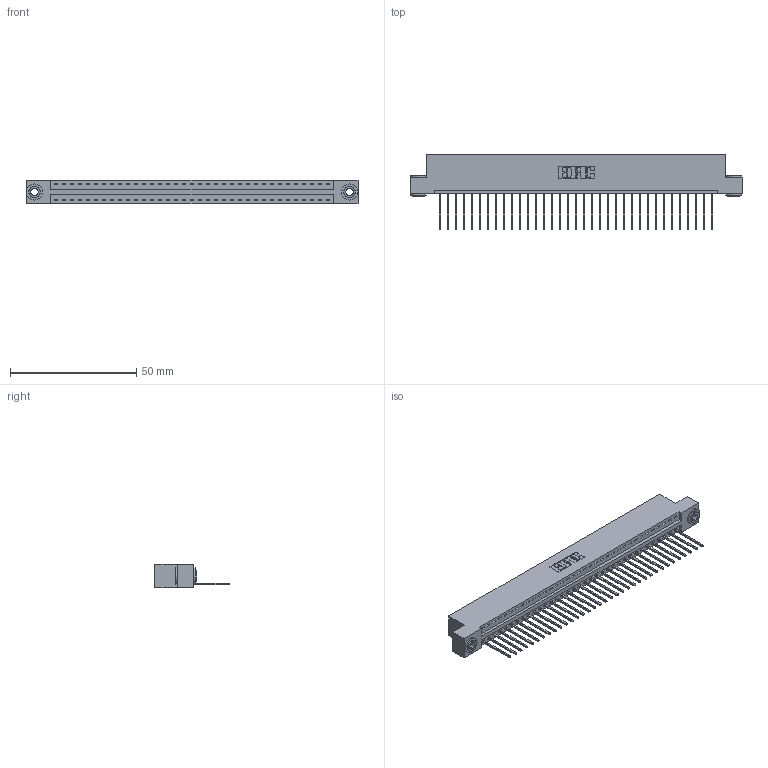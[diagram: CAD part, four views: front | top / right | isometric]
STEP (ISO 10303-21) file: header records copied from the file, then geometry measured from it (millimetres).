
FILE_DESCRIPTION (( 'STEP AP203' ), '1' );
FILE_NAME ('346-035-540-103.STEP', '2022-05-06T23:14:43', ( '' ), ( '' ), 'SwSTEP 2.0', 'SolidWorks 2020', '' );
FILE_SCHEMA (( 'CONFIG_CONTROL_DESIGN' ));
Length unit declared in the file: inch
Products named in the file (4): 345-292-001_345-293-140; 345-250-002_345-250-002-102; 346 Part_Flush Mounting Lugs - 0.156 Dia-TH; 346-035-540-103
Assembly tree (38 placements, depth 2):
  346-035-540-103
    346 Part_Flush Mounting Lugs - 0.156 Dia-TH
    345-292-001_345-293-140  x35
    345-250-002_345-250-002-102  x2
Bounding box: 131.7 x 29.46 x 9.4 mm (x, y, z)
Volume: 12607 mm3; surface area: 16279 mm2
Topology: 38 solids, 38 shells, 2204 faces, 6601 edges, 4350 vertices
Faces by surface type: plane 1500, cylinder 696, cone 8
Entity records: 23748 total; most frequent: CARTESIAN_POINT 4054, ORIENTED_EDGE 4014, DIRECTION 3615, EDGE_CURVE 2007, LINE 1711, VECTOR 1711, VERTEX_POINT 1334, AXIS2_PLACEMENT_3D 952
